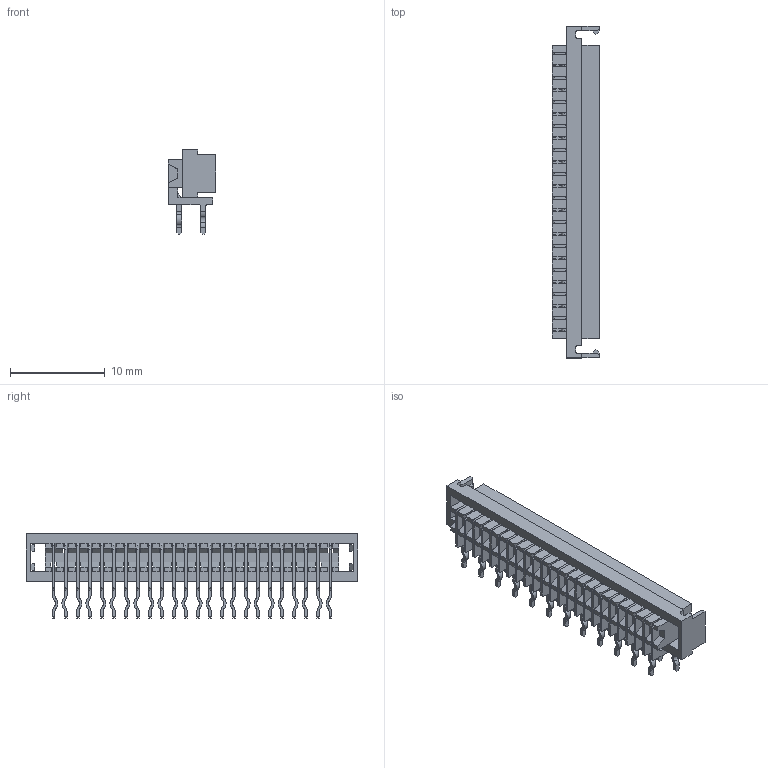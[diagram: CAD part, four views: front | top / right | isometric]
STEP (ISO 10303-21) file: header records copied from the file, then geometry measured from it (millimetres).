
FILE_DESCRIPTION(/* description */ ('Unknown'),/* implementation_level */ '2;1');
FILE_NAME(/* name */ 'J_Wurth_WR-MM_690368192472',/* time_stamp */ '2025-05-08T15:39:35+08:00',/* author */ ('Unknown'),/* organization */ ('Unknown'),/* preprocessor_version */ 'ST-DEVELOPER v19.4',/* originating_system */ 'Solid Edge',/* authorisation */ 'Unknown');
FILE_SCHEMA (('AUTOMOTIVE_DESIGN {1 0 10303 214 3 1 1}'));
Products named in the file (2): J_Wurth_WR-MM_690368192472
Assembly tree (1 placements, depth 2):
  J_Wurth_WR-MM_690368192472
    J_Wurth_WR-MM_690368192472
Bounding box: 5 x 35.08 x 8.9 mm (x, y, z)
Volume: 604.7 mm3; surface area: 2327.8 mm2
Topology: 25 solids, 25 shells, 2221 faces, 6398 edges, 4200 vertices
Faces by surface type: plane 1577, cylinder 644
Entity records: 72662 total; most frequent: CARTESIAN_POINT 12821, ORIENTED_EDGE 12796, DIRECTION 12132, EDGE_CURVE 6398, LINE 5110, VECTOR 5110, VERTEX_POINT 4200, AXIS2_PLACEMENT_3D 3511
